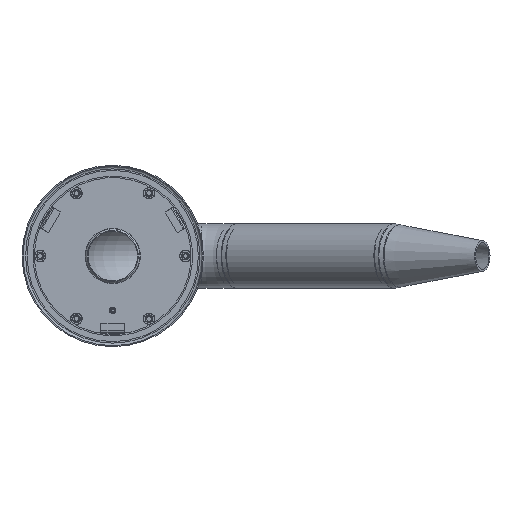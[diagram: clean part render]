
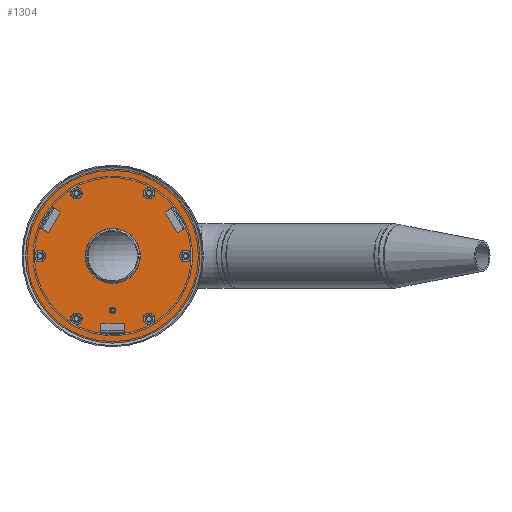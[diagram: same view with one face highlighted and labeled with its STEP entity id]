
A CAD part, front view. The second image highlights one B-rep face of the part: STEP entity #1304.
In plain terms, the highlighted planar face has unit normal (0, -1, 0).
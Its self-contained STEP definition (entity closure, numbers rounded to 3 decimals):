
#4 = FACE_BOUND ( 'NONE', #2932, .T. ) ;
#248 = AXIS2_PLACEMENT_3D ( 'NONE', #494, #2844, #3818 ) ;
#306 = CARTESIAN_POINT ( 'NONE',  ( -100., -3., 0. ) ) ;
#398 = EDGE_LOOP ( 'NONE', ( #6800 ) ) ;
#494 = CARTESIAN_POINT ( 'NONE',  ( 0., -3., 0. ) ) ;
#747 = EDGE_CURVE ( 'NONE', #4102, #4102, #1238, .T. ) ;
#759 = AXIS2_PLACEMENT_3D ( 'NONE', #1875, #4176, #6340 ) ;
#805 = VERTEX_POINT ( 'NONE', #1904 ) ;
#937 = DIRECTION ( 'NONE',  ( 0., 1., 0. ) ) ;
#1206 = EDGE_CURVE ( 'NONE', #3451, #3451, #6508, .T. ) ;
#1238 = CIRCLE ( 'NONE', #759, 37. ) ;
#1304 = ADVANCED_FACE ( 'NONE', ( #6677, #3870, #2787, #5018, #4, #4463, #2226, #1683 ), #5761, .F. ) ;
#1459 = CARTESIAN_POINT ( 'NONE',  ( 42., -3., -86.603 ) ) ;
#1468 = CARTESIAN_POINT ( 'NONE',  ( 50., -3., 86.603 ) ) ;
#1493 = CARTESIAN_POINT ( 'NONE',  ( -50., -3., -86.603 ) ) ;
#1497 = CARTESIAN_POINT ( 'NONE',  ( -108., -3., 0. ) ) ;
#1683 = FACE_BOUND ( 'NONE', #6296, .T. ) ;
#1694 = DIRECTION ( 'NONE',  ( 0., 1., 0. ) ) ;
#1766 = EDGE_LOOP ( 'NONE', ( #2461 ) ) ;
#1815 = DIRECTION ( 'NONE',  ( -1., 0., 0. ) ) ;
#1875 = CARTESIAN_POINT ( 'NONE',  ( 0., -3., 0. ) ) ;
#1904 = CARTESIAN_POINT ( 'NONE',  ( 92., -3., 0. ) ) ;
#2052 = AXIS2_PLACEMENT_3D ( 'NONE', #1493, #937, #3187 ) ;
#2226 = FACE_OUTER_BOUND ( 'NONE', #5135, .T. ) ;
#2254 = DIRECTION ( 'NONE',  ( 0., 1., 0. ) ) ;
#2331 = AXIS2_PLACEMENT_3D ( 'NONE', #3975, #3409, #1815 ) ;
#2345 = CARTESIAN_POINT ( 'NONE',  ( -58., -3., -86.603 ) ) ;
#2360 = DIRECTION ( 'NONE',  ( 0., 1., 0. ) ) ;
#2415 = CARTESIAN_POINT ( 'NONE',  ( -37., -3., 0. ) ) ;
#2461 = ORIENTED_EDGE ( 'NONE', *, *, #4077, .T. ) ;
#2462 = CIRCLE ( 'NONE', #248, 120. ) ;
#2681 = DIRECTION ( 'NONE',  ( 0., 1., 0. ) ) ;
#2684 = CIRCLE ( 'NONE', #2331, 8. ) ;
#2787 = FACE_BOUND ( 'NONE', #4116, .T. ) ;
#2804 = AXIS2_PLACEMENT_3D ( 'NONE', #6191, #2360, #2818 ) ;
#2818 = DIRECTION ( 'NONE',  ( -1., 0., 0. ) ) ;
#2844 = DIRECTION ( 'NONE',  ( 0., 1., 0. ) ) ;
#2854 = CARTESIAN_POINT ( 'NONE',  ( 42., -3., 86.603 ) ) ;
#2932 = EDGE_LOOP ( 'NONE', ( #5584 ) ) ;
#2975 = CARTESIAN_POINT ( 'NONE',  ( -120., -3., 0. ) ) ;
#2996 = EDGE_CURVE ( 'NONE', #6451, #6451, #6958, .T. ) ;
#3054 = DIRECTION ( 'NONE',  ( 0., 1., 0. ) ) ;
#3187 = DIRECTION ( 'NONE',  ( -1., 0., 0. ) ) ;
#3227 = EDGE_LOOP ( 'NONE', ( #6526 ) ) ;
#3409 = DIRECTION ( 'NONE',  ( 0., 1., 0. ) ) ;
#3451 = VERTEX_POINT ( 'NONE', #2345 ) ;
#3474 = VERTEX_POINT ( 'NONE', #5713 ) ;
#3818 = DIRECTION ( 'NONE',  ( -1., 0., 0. ) ) ;
#3870 = FACE_BOUND ( 'NONE', #3227, .T. ) ;
#3924 = DIRECTION ( 'NONE',  ( -1., 0., 0. ) ) ;
#3975 = CARTESIAN_POINT ( 'NONE',  ( -50., -3., 86.603 ) ) ;
#4025 = EDGE_CURVE ( 'NONE', #805, #805, #5608, .T. ) ;
#4026 = ORIENTED_EDGE ( 'NONE', *, *, #2996, .T. ) ;
#4077 = EDGE_CURVE ( 'NONE', #4239, #4239, #2684, .T. ) ;
#4102 = VERTEX_POINT ( 'NONE', #2415 ) ;
#4116 = EDGE_LOOP ( 'NONE', ( #4289 ) ) ;
#4158 = EDGE_CURVE ( 'NONE', #5308, #5308, #6790, .T. ) ;
#4176 = DIRECTION ( 'NONE',  ( 0., 1., 0. ) ) ;
#4210 = EDGE_LOOP ( 'NONE', ( #4026 ) ) ;
#4239 = VERTEX_POINT ( 'NONE', #6417 ) ;
#4289 = ORIENTED_EDGE ( 'NONE', *, *, #5368, .T. ) ;
#4463 = FACE_BOUND ( 'NONE', #4210, .T. ) ;
#4754 = AXIS2_PLACEMENT_3D ( 'NONE', #2975, #1694, #3924 ) ;
#4971 = AXIS2_PLACEMENT_3D ( 'NONE', #306, #3054, #6976 ) ;
#5018 = FACE_BOUND ( 'NONE', #1766, .T. ) ;
#5135 = EDGE_LOOP ( 'NONE', ( #5610 ) ) ;
#5308 = VERTEX_POINT ( 'NONE', #1459 ) ;
#5368 = EDGE_CURVE ( 'NONE', #6784, #6784, #6802, .T. ) ;
#5584 = ORIENTED_EDGE ( 'NONE', *, *, #1206, .T. ) ;
#5608 = CIRCLE ( 'NONE', #2804, 8. ) ;
#5610 = ORIENTED_EDGE ( 'NONE', *, *, #6401, .F. ) ;
#5713 = CARTESIAN_POINT ( 'NONE',  ( -120., -3., 0. ) ) ;
#5761 = PLANE ( 'NONE',  #4754 ) ;
#5856 = AXIS2_PLACEMENT_3D ( 'NONE', #1468, #2681, #5948 ) ;
#5948 = DIRECTION ( 'NONE',  ( -1., 0., 0. ) ) ;
#6191 = CARTESIAN_POINT ( 'NONE',  ( 100., -3., 0. ) ) ;
#6296 = EDGE_LOOP ( 'NONE', ( #6479 ) ) ;
#6322 = DIRECTION ( 'NONE',  ( -1., 0., 0. ) ) ;
#6340 = DIRECTION ( 'NONE',  ( -1., 0., 0. ) ) ;
#6401 = EDGE_CURVE ( 'NONE', #3474, #3474, #2462, .T. ) ;
#6417 = CARTESIAN_POINT ( 'NONE',  ( -58., -3., 86.603 ) ) ;
#6451 = VERTEX_POINT ( 'NONE', #1497 ) ;
#6479 = ORIENTED_EDGE ( 'NONE', *, *, #747, .T. ) ;
#6508 = CIRCLE ( 'NONE', #2052, 8. ) ;
#6526 = ORIENTED_EDGE ( 'NONE', *, *, #4025, .T. ) ;
#6677 = FACE_BOUND ( 'NONE', #398, .T. ) ;
#6784 = VERTEX_POINT ( 'NONE', #2854 ) ;
#6790 = CIRCLE ( 'NONE', #6902, 8. ) ;
#6800 = ORIENTED_EDGE ( 'NONE', *, *, #4158, .T. ) ;
#6802 = CIRCLE ( 'NONE', #5856, 8. ) ;
#6843 = CARTESIAN_POINT ( 'NONE',  ( 50., -3., -86.603 ) ) ;
#6902 = AXIS2_PLACEMENT_3D ( 'NONE', #6843, #2254, #6322 ) ;
#6958 = CIRCLE ( 'NONE', #4971, 8. ) ;
#6976 = DIRECTION ( 'NONE',  ( -1., 0., 0. ) ) ;
